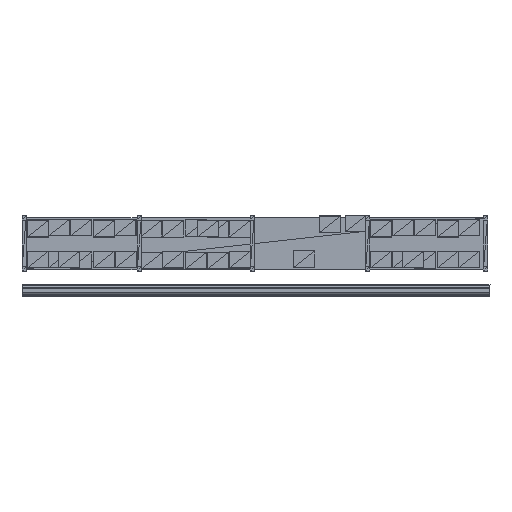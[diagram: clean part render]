
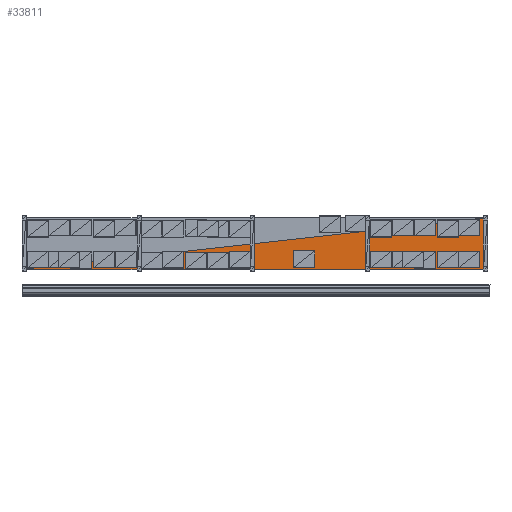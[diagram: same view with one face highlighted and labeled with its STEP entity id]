
A CAD part, top view. The second image highlights one B-rep face of the part: STEP entity #33811.
In plain terms, the highlighted planar face has unit normal (0, 0, 1).
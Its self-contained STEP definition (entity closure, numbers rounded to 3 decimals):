
#2426=FACE_OUTER_BOUND('',#4976,.T.);
#4976=EDGE_LOOP('',(#25074,#25075,#25076));
#8587=LINE('',#52848,#12426);
#8594=LINE('',#52863,#12433);
#8595=LINE('',#52864,#12434);
#12426=VECTOR('',#44542,200.);
#12433=VECTOR('',#44559,200.);
#12434=VECTOR('',#44560,200.);
#14491=VERTEX_POINT('',#52840);
#14492=VERTEX_POINT('',#52844);
#14495=VERTEX_POINT('',#52862);
#18004=EDGE_CURVE('',#14492,#14491,#8587,.T.);
#18011=EDGE_CURVE('',#14492,#14495,#8594,.T.);
#18012=EDGE_CURVE('',#14495,#14491,#8595,.T.);
#25074=ORIENTED_EDGE('',*,*,#18004,.F.);
#25075=ORIENTED_EDGE('',*,*,#18011,.T.);
#25076=ORIENTED_EDGE('',*,*,#18012,.T.);
#28544=PLANE('',#36632);
#33811=ADVANCED_FACE('',(#2426),#28544,.T.);
#36632=AXIS2_PLACEMENT_3D('',#52861,#44557,#44558);
#44542=DIRECTION('',(0.994,0.11,0.));
#44557=DIRECTION('center_axis',(0.,0.,1.));
#44558=DIRECTION('ref_axis',(-0.994,-0.11,0.));
#44559=DIRECTION('',(1.,0.,0.));
#44560=DIRECTION('',(0.,1.,0.));
#52840=CARTESIAN_POINT('',(2289.858,185.677,768.871));
#52844=CARTESIAN_POINT('',(-1310.142,-214.323,768.871));
#52848=CARTESIAN_POINT('',(-1310.142,-214.323,768.871));
#52861=CARTESIAN_POINT('Origin',(2289.858,185.677,768.871));
#52862=CARTESIAN_POINT('',(2289.858,-214.323,768.871));
#52863=CARTESIAN_POINT('',(-1310.142,-214.323,768.871));
#52864=CARTESIAN_POINT('',(2289.858,-214.323,768.871));
